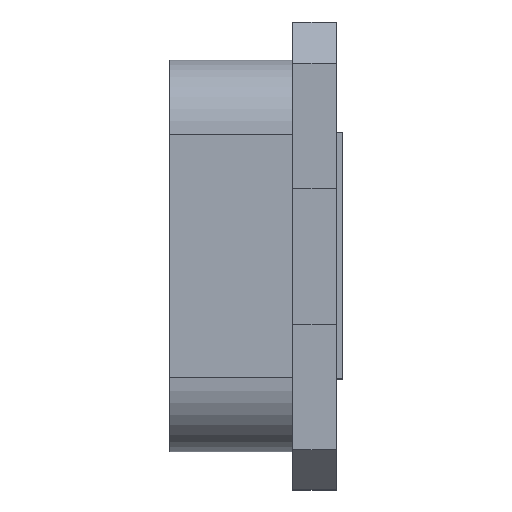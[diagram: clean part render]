
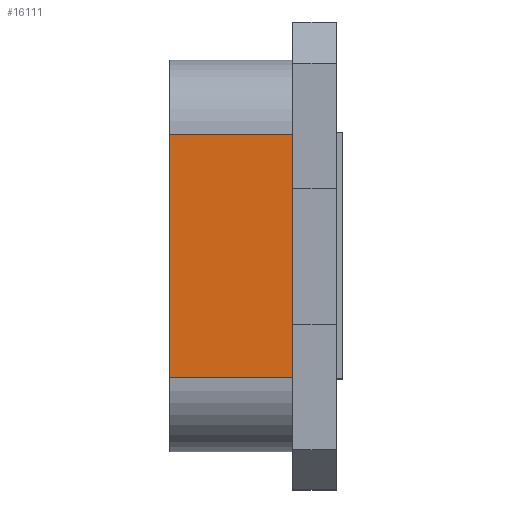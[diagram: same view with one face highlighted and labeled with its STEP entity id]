
A CAD part, left-side view. The second image highlights one B-rep face of the part: STEP entity #16111.
In plain terms, the highlighted planar face has unit normal (-1, 0, 0).
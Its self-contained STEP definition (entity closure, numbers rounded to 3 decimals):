
#292 = ORIENTED_EDGE ( 'NONE', *, *, #16504, .T. ) ;
#453 = VERTEX_POINT ( 'NONE', #18001 ) ;
#527 = ORIENTED_EDGE ( 'NONE', *, *, #6324, .T. ) ;
#678 = EDGE_CURVE ( 'NONE', #15854, #453, #16188, .T. ) ;
#1347 = CARTESIAN_POINT ( 'NONE',  ( -2.791, 1.35, -0.99 ) ) ;
#2119 = PLANE ( 'NONE',  #16308 ) ;
#2575 = ORIENTED_EDGE ( 'NONE', *, *, #678, .F. ) ;
#2741 = CARTESIAN_POINT ( 'NONE',  ( -2.791, 0.35, -0.99 ) ) ;
#3457 = DIRECTION ( 'NONE',  ( 1., 0., 0. ) ) ;
#3942 = DIRECTION ( 'NONE',  ( 0., 0., 1. ) ) ;
#4882 = DIRECTION ( 'NONE',  ( 0., 0., -1. ) ) ;
#6324 = EDGE_CURVE ( 'NONE', #18773, #453, #7197, .T. ) ;
#6624 = VECTOR ( 'NONE', #3942, 1000. ) ;
#6722 = VERTEX_POINT ( 'NONE', #1347 ) ;
#7197 = LINE ( 'NONE', #17173, #12240 ) ;
#8349 = LINE ( 'NONE', #8439, #9324 ) ;
#8439 = CARTESIAN_POINT ( 'NONE',  ( -2.791, 1.35, -0.99 ) ) ;
#8965 = CARTESIAN_POINT ( 'NONE',  ( -2.791, 1.35, 0.99 ) ) ;
#9324 = VECTOR ( 'NONE', #18229, 1000. ) ;
#9848 = DIRECTION ( 'NONE',  ( 0., 0., 1. ) ) ;
#11424 = VECTOR ( 'NONE', #13060, 1000. ) ;
#12240 = VECTOR ( 'NONE', #9848, 1000. ) ;
#12350 = CARTESIAN_POINT ( 'NONE',  ( -2.791, 1.35, 0. ) ) ;
#12814 = EDGE_LOOP ( 'NONE', ( #527, #2575, #14401, #292 ) ) ;
#13060 = DIRECTION ( 'NONE',  ( 0., -1., 0. ) ) ;
#13608 = FACE_OUTER_BOUND ( 'NONE', #12814, .T. ) ;
#14401 = ORIENTED_EDGE ( 'NONE', *, *, #17439, .F. ) ;
#15854 = VERTEX_POINT ( 'NONE', #18122 ) ;
#16111 = ADVANCED_FACE ( 'NONE', ( #13608 ), #2119, .F. ) ;
#16188 = LINE ( 'NONE', #8965, #11424 ) ;
#16308 = AXIS2_PLACEMENT_3D ( 'NONE', #12350, #3457, #4882 ) ;
#16504 = EDGE_CURVE ( 'NONE', #6722, #18773, #8349, .T. ) ;
#16853 = CARTESIAN_POINT ( 'NONE',  ( -2.791, 1.35, 0. ) ) ;
#16949 = LINE ( 'NONE', #16853, #6624 ) ;
#17173 = CARTESIAN_POINT ( 'NONE',  ( -2.791, 0.35, 0. ) ) ;
#17439 = EDGE_CURVE ( 'NONE', #6722, #15854, #16949, .T. ) ;
#18001 = CARTESIAN_POINT ( 'NONE',  ( -2.791, 0.35, 0.99 ) ) ;
#18122 = CARTESIAN_POINT ( 'NONE',  ( -2.791, 1.35, 0.99 ) ) ;
#18229 = DIRECTION ( 'NONE',  ( 0., -1., 0. ) ) ;
#18773 = VERTEX_POINT ( 'NONE', #2741 ) ;
